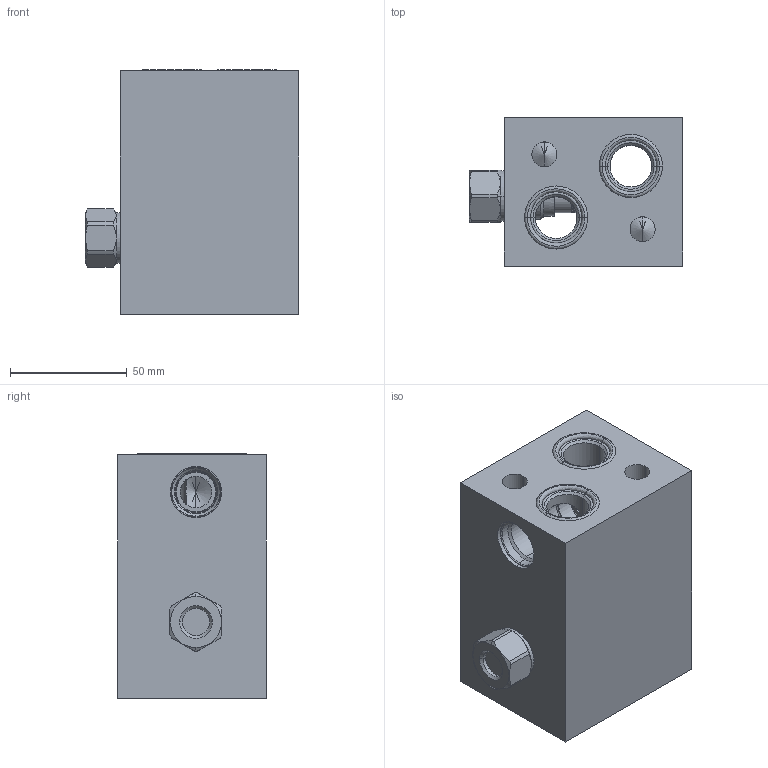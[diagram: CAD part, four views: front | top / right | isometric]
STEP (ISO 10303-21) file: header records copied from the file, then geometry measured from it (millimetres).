
FILE_DESCRIPTION((''),'2;1');
FILE_NAME('VEU_ASM','2020-10-28T',('ProEService'),(''),'PRO/ENGINEER BY PARAMETRIC TECHNOLOGY CORPORATION, 2014200','PRO/ENGINEER BY PARAMETRIC TECHNOLOGY CORPORATION, 2014200','');
FILE_SCHEMA(('CONFIG_CONTROL_DESIGN'));
Length unit declared in the file: inch
Products named in the file (4): 153-543-003; CSAABXN; 500-001-118; VEU_ASM
Assembly tree (4 placements, depth 2):
  VEU_ASM
    153-543-003
    CSAABXN
    500-001-118  x2
Bounding box: 91.19 x 63.5 x 104.44 mm (x, y, z)
Volume: 406382.7 mm3; surface area: 71270.8 mm2
Topology: 5 solids, 7 shells, 324 faces, 959 edges, 752 vertices
Faces by surface type: cylinder 134, cone 92, plane 48, torus 36, revolution 14
Entity records: 12111 total; most frequent: CARTESIAN_POINT 3491, DIRECTION 1918, ORIENTED_EDGE 1452, EDGE_CURVE 726, AXIS2_PLACEMENT_3D 724, VECTOR 460, LINE 460, VERTEX_POINT 437
